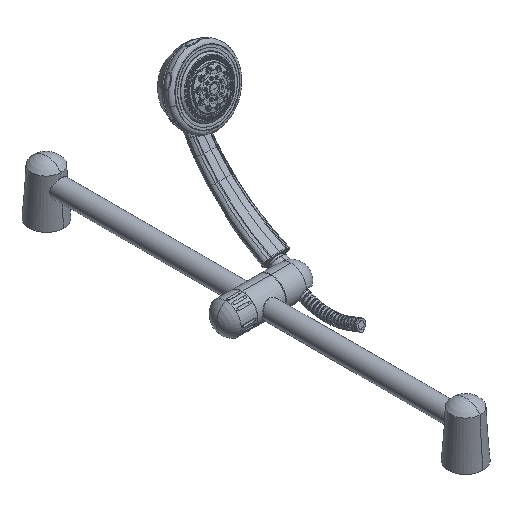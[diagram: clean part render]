
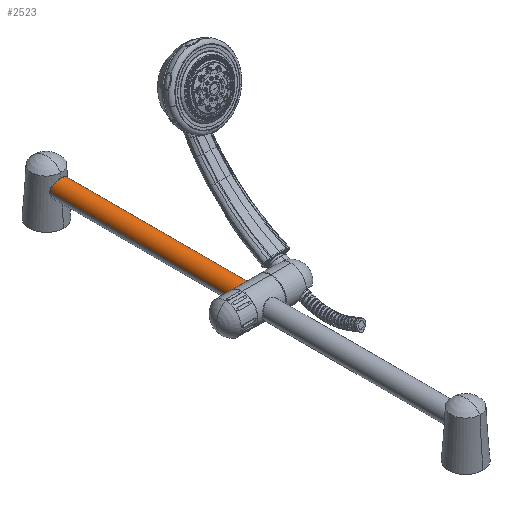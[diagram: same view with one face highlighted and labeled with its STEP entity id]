
A CAD part, isometric view. The second image highlights one B-rep face of the part: STEP entity #2523.
In plain terms, the highlighted cylindrical face has radius 12.5 mm (diameter 25 mm), a partial arc.
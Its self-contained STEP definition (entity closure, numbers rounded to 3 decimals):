
#251=CARTESIAN_POINT('',(-12.5,21.5,46.));
#268=CARTESIAN_POINT('',(12.5,21.5,46.));
#273=DIRECTION('',(0.,1.,0.));
#274=VECTOR('',#273,252.78);
#275=CARTESIAN_POINT('',(12.5,21.5,46.));
#276=LINE('',#275,#274);
#309=CARTESIAN_POINT('',(12.5,21.5,46.));
#310=CARTESIAN_POINT('',(12.5,21.5,46.99));
#311=CARTESIAN_POINT('',(12.27,21.365,48.981));
#312=CARTESIAN_POINT('',(11.153,20.735,51.916));
#313=CARTESIAN_POINT('',(9.465,19.865,54.333));
#314=CARTESIAN_POINT('',(7.375,18.95,56.206));
#315=CARTESIAN_POINT('',(5.269,18.234,57.409));
#316=CARTESIAN_POINT('',(3.174,17.734,58.162));
#317=CARTESIAN_POINT('',(0.788,17.451,58.559));
#318=CARTESIAN_POINT('',(-1.741,17.521,58.462));
#319=CARTESIAN_POINT('',(-4.114,17.925,57.885));
#320=CARTESIAN_POINT('',(-6.275,18.552,56.893));
#321=CARTESIAN_POINT('',(-8.148,19.276,55.574));
#322=CARTESIAN_POINT('',(-9.819,20.045,53.861));
#323=CARTESIAN_POINT('',(-11.226,20.776,51.727));
#324=CARTESIAN_POINT('',(-12.27,21.364,48.949));
#325=CARTESIAN_POINT('',(-12.5,21.5,46.996));
#326=CARTESIAN_POINT('',(-12.5,21.5,46.));
#331=DIRECTION('',(0.,1.,0.));
#332=VECTOR('',#331,252.78);
#333=CARTESIAN_POINT('',(-12.5,21.5,46.));
#334=LINE('',#333,#332);
#745=CARTESIAN_POINT('',(12.5,274.28,46.));
#750=CARTESIAN_POINT('',(12.5,274.28,46.));
#751=CARTESIAN_POINT('',(12.5,274.337,46.882));
#752=CARTESIAN_POINT('',(12.314,274.311,48.673));
#753=CARTESIAN_POINT('',(11.424,273.834,51.325));
#754=CARTESIAN_POINT('',(9.959,273.057,53.732));
#755=CARTESIAN_POINT('',(7.941,272.166,55.791));
#756=CARTESIAN_POINT('',(5.562,271.388,57.319));
#757=CARTESIAN_POINT('',(2.766,270.84,58.305));
#758=CARTESIAN_POINT('',(0.914,270.727,58.5));
#759=CARTESIAN_POINT('',(0.,270.727,58.5));
#796=CARTESIAN_POINT('',(-12.5,274.28,46.));
#821=CARTESIAN_POINT('',(0.,270.727,58.5));
#822=CARTESIAN_POINT('',(-0.885,270.727,58.5));
#823=CARTESIAN_POINT('',(-2.694,270.833,58.317));
#824=CARTESIAN_POINT('',(-5.476,271.366,57.361));
#825=CARTESIAN_POINT('',(-7.886,272.144,55.838));
#826=CARTESIAN_POINT('',(-9.923,273.039,53.778));
#827=CARTESIAN_POINT('',(-11.411,273.827,51.366));
#828=CARTESIAN_POINT('',(-12.329,274.319,48.619));
#829=CARTESIAN_POINT('',(-12.5,274.336,46.857));
#830=CARTESIAN_POINT('',(-12.5,274.28,46.));
#2021=VERTEX_POINT('',#796);
#2023=VERTEX_POINT('',#821);
#2024=VERTEX_POINT('',#745);
#2037=VERTEX_POINT('',#251);
#2038=VERTEX_POINT('',#268);
#2508=CARTESIAN_POINT('',(0.,-270.124,46.));
#2509=DIRECTION('',(0.,1.,0.));
#2510=DIRECTION('',(1.,0.,0.));
#2511=AXIS2_PLACEMENT_3D('',#2508,#2509,#2510);
#2512=CYLINDRICAL_SURFACE('',#2511,12.5);
#2514=ORIENTED_EDGE('',*,*,#2513,.T.);
#2515=ORIENTED_EDGE('',*,*,#2488,.T.);
#2517=ORIENTED_EDGE('',*,*,#2516,.F.);
#2519=ORIENTED_EDGE('',*,*,#2518,.F.);
#2520=ORIENTED_EDGE('',*,*,#2482,.F.);
#2521=EDGE_LOOP('',(#2514,#2515,#2517,#2519,#2520));
#2522=FACE_OUTER_BOUND('',#2521,.F.);
#2523=ADVANCED_FACE('',(#2522),#2512,.T.);
#327=B_SPLINE_CURVE_WITH_KNOTS('',3,(#309,#310,#311,#312,#313,#314,#315,#316,
#317,#318,#319,#320,#321,#322,#323,#324,#325,#326),.UNSPECIFIED.,.F.,.F.,(4,1,1,
1,1,1,1,1,1,1,1,1,1,1,1,4),(0.,0.067,0.133,0.2,
0.267,0.333,0.4,0.467,0.533,
0.6,0.667,0.733,0.8,0.867,
0.933,1.),.UNSPECIFIED.);
#760=B_SPLINE_CURVE_WITH_KNOTS('',3,(#750,#751,#752,#753,#754,#755,#756,#757,
#758,#759),.UNSPECIFIED.,.F.,.F.,(4,1,1,1,1,1,1,4),(0.,0.143,
0.286,0.429,0.571,0.714,
0.857,1.),.UNSPECIFIED.);
#831=B_SPLINE_CURVE_WITH_KNOTS('',3,(#821,#822,#823,#824,#825,#826,#827,#828,
#829,#830),.UNSPECIFIED.,.F.,.F.,(4,1,1,1,1,1,1,4),(0.,0.143,
0.286,0.429,0.571,0.714,
0.857,1.),.UNSPECIFIED.);
#2482=EDGE_CURVE('',#2038,#2024,#276,.T.);
#2488=EDGE_CURVE('',#2037,#2021,#334,.T.);
#2513=EDGE_CURVE('',#2038,#2037,#327,.T.);
#2516=EDGE_CURVE('',#2023,#2021,#831,.T.);
#2518=EDGE_CURVE('',#2024,#2023,#760,.T.);
